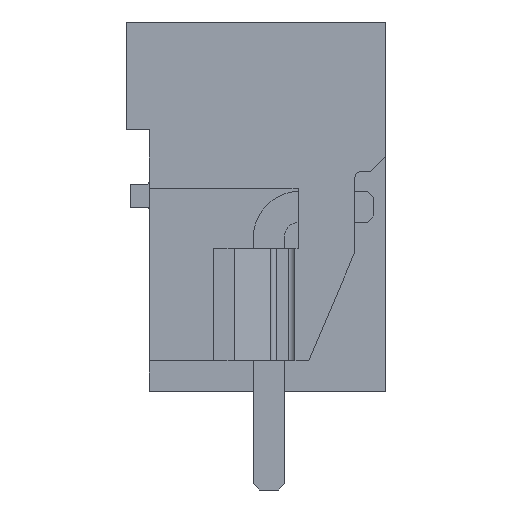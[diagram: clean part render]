
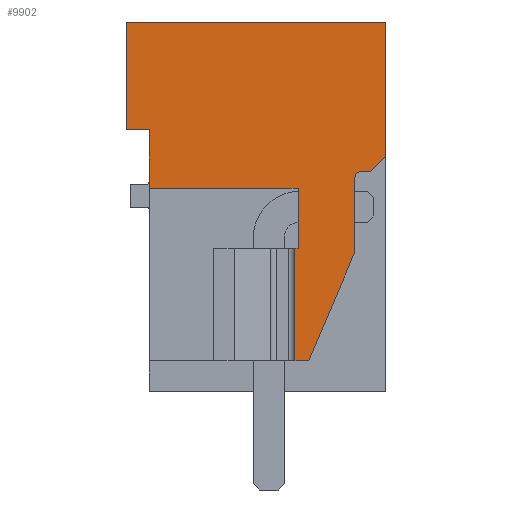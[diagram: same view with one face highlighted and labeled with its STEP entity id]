
A CAD part, left-side view. The second image highlights one B-rep face of the part: STEP entity #9902.
In plain terms, the highlighted planar face has unit normal (-1, 0, 0).
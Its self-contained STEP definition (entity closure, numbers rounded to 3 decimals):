
#9815=AXIS2_PLACEMENT_3D('Plane Axis2P3D',#9812,#9813,#9814) ;
#9868=AXIS2_PLACEMENT_3D('Circle Axis2P3D',#9866,#9867,$) ;
#63=CARTESIAN_POINT('Vertex',(0.,0.,15.2)) ;
#66=CARTESIAN_POINT('Line Origine',(0.,0.,13.023)) ;
#70=CARTESIAN_POINT('Vertex',(0.,0.,10.846)) ;
#147=CARTESIAN_POINT('Vertex',(0.,8.43,15.2)) ;
#150=CARTESIAN_POINT('Line Origine',(0.,4.215,15.2)) ;
#1727=CARTESIAN_POINT('Vertex',(0.,8.43,11.7)) ;
#1730=CARTESIAN_POINT('Line Origine',(0.,8.43,13.45)) ;
#2408=CARTESIAN_POINT('Vertex',(0.,7.68,9.8)) ;
#2411=CARTESIAN_POINT('Line Origine',(0.,7.68,10.75)) ;
#2415=CARTESIAN_POINT('Vertex',(0.,7.68,11.7)) ;
#9760=CARTESIAN_POINT('Line Origine',(0.,8.055,11.7)) ;
#9812=CARTESIAN_POINT('Axis2P3D Location',(0.,0.,0.)) ;
#9817=CARTESIAN_POINT('Line Origine',(0.,5.265,9.8)) ;
#9821=CARTESIAN_POINT('Vertex',(0.,2.85,9.8)) ;
#9824=CARTESIAN_POINT('Line Origine',(0.,2.85,8.825)) ;
#9828=CARTESIAN_POINT('Vertex',(0.,2.85,7.85)) ;
#9831=CARTESIAN_POINT('Line Origine',(0.,2.9,7.85)) ;
#9835=CARTESIAN_POINT('Vertex',(0.,2.95,7.85)) ;
#9838=CARTESIAN_POINT('Line Origine',(0.,2.95,6.025)) ;
#9842=CARTESIAN_POINT('Vertex',(0.,2.95,4.2)) ;
#9845=CARTESIAN_POINT('Line Origine',(0.,2.725,4.2)) ;
#9849=CARTESIAN_POINT('Vertex',(0.,2.5,4.2)) ;
#9852=CARTESIAN_POINT('Line Origine',(0.,1.75,5.968)) ;
#9856=CARTESIAN_POINT('Vertex',(0.,1.,7.736)) ;
#9859=CARTESIAN_POINT('Line Origine',(0.,1.,8.941)) ;
#9863=CARTESIAN_POINT('Vertex',(0.,1.,10.146)) ;
#9866=CARTESIAN_POINT('Axis2P3D Location',(0.,0.8,10.146)) ;
#9870=CARTESIAN_POINT('Vertex',(0.,0.8,10.346)) ;
#9873=CARTESIAN_POINT('Line Origine',(0.,0.65,10.346)) ;
#9877=CARTESIAN_POINT('Vertex',(0.,0.5,10.346)) ;
#9880=CARTESIAN_POINT('Line Origine',(0.,0.25,10.596)) ;
#67=DIRECTION('Vector Direction',(0.,0.,-1.)) ;
#151=DIRECTION('Vector Direction',(0.,-1.,0.)) ;
#1731=DIRECTION('Vector Direction',(0.,0.,-1.)) ;
#2412=DIRECTION('Vector Direction',(0.,0.,-1.)) ;
#9761=DIRECTION('Vector Direction',(0.,-1.,0.)) ;
#9813=DIRECTION('Axis2P3D Direction',(-1.,0.,0.)) ;
#9814=DIRECTION('Axis2P3D XDirection',(0.,0.,1.)) ;
#9818=DIRECTION('Vector Direction',(0.,1.,0.)) ;
#9825=DIRECTION('Vector Direction',(0.,0.,-1.)) ;
#9832=DIRECTION('Vector Direction',(0.,-1.,0.)) ;
#9839=DIRECTION('Vector Direction',(0.,0.,1.)) ;
#9846=DIRECTION('Vector Direction',(0.,-1.,0.)) ;
#9853=DIRECTION('Vector Direction',(0.,-0.391,0.921)) ;
#9860=DIRECTION('Vector Direction',(0.,0.,1.)) ;
#9867=DIRECTION('Axis2P3D Direction',(-1.,0.,0.)) ;
#9874=DIRECTION('Vector Direction',(0.,-1.,0.)) ;
#9881=DIRECTION('Vector Direction',(0.,-0.707,0.707)) ;
#68=VECTOR('Line Direction',#67,1.) ;
#152=VECTOR('Line Direction',#151,1.) ;
#1732=VECTOR('Line Direction',#1731,1.) ;
#2413=VECTOR('Line Direction',#2412,1.) ;
#9762=VECTOR('Line Direction',#9761,1.) ;
#9819=VECTOR('Line Direction',#9818,1.) ;
#9826=VECTOR('Line Direction',#9825,1.) ;
#9833=VECTOR('Line Direction',#9832,1.) ;
#9840=VECTOR('Line Direction',#9839,1.) ;
#9847=VECTOR('Line Direction',#9846,1.) ;
#9854=VECTOR('Line Direction',#9853,1.) ;
#9861=VECTOR('Line Direction',#9860,1.) ;
#9875=VECTOR('Line Direction',#9874,1.) ;
#9882=VECTOR('Line Direction',#9881,1.) ;
#9886=ORIENTED_EDGE('',*,*,#72,.T.) ;
#9887=ORIENTED_EDGE('',*,*,#154,.T.) ;
#9888=ORIENTED_EDGE('',*,*,#1734,.T.) ;
#9889=ORIENTED_EDGE('',*,*,#9764,.T.) ;
#9890=ORIENTED_EDGE('',*,*,#2417,.T.) ;
#9891=ORIENTED_EDGE('',*,*,#9823,.F.) ;
#9892=ORIENTED_EDGE('',*,*,#9830,.F.) ;
#9893=ORIENTED_EDGE('',*,*,#9837,.F.) ;
#9894=ORIENTED_EDGE('',*,*,#9844,.F.) ;
#9895=ORIENTED_EDGE('',*,*,#9851,.F.) ;
#9896=ORIENTED_EDGE('',*,*,#9858,.F.) ;
#9897=ORIENTED_EDGE('',*,*,#9865,.F.) ;
#9898=ORIENTED_EDGE('',*,*,#9872,.F.) ;
#9899=ORIENTED_EDGE('',*,*,#9879,.F.) ;
#9900=ORIENTED_EDGE('',*,*,#9884,.F.) ;
#9902=ADVANCED_FACE('HOUSING',(#9901),#9816,.T.) ;
#9869=CIRCLE('generated circle',#9868,0.2) ;
#72=EDGE_CURVE('',#71,#64,#69,.F.) ;
#154=EDGE_CURVE('',#64,#148,#153,.F.) ;
#1734=EDGE_CURVE('',#148,#1728,#1733,.T.) ;
#2417=EDGE_CURVE('',#2416,#2409,#2414,.T.) ;
#9764=EDGE_CURVE('',#1728,#2416,#9763,.T.) ;
#9823=EDGE_CURVE('',#9822,#2409,#9820,.T.) ;
#9830=EDGE_CURVE('',#9829,#9822,#9827,.F.) ;
#9837=EDGE_CURVE('',#9836,#9829,#9834,.T.) ;
#9844=EDGE_CURVE('',#9843,#9836,#9841,.T.) ;
#9851=EDGE_CURVE('',#9850,#9843,#9848,.F.) ;
#9858=EDGE_CURVE('',#9857,#9850,#9855,.F.) ;
#9865=EDGE_CURVE('',#9864,#9857,#9862,.F.) ;
#9872=EDGE_CURVE('',#9871,#9864,#9869,.T.) ;
#9879=EDGE_CURVE('',#9878,#9871,#9876,.F.) ;
#9884=EDGE_CURVE('',#71,#9878,#9883,.F.) ;
#9885=EDGE_LOOP('',(#9886,#9887,#9888,#9889,#9890,#9891,#9892,#9893,#9894,#9895,#9896,#9897,#9898,#9899,#9900)) ;
#9901=FACE_OUTER_BOUND('',#9885,.T.) ;
#69=LINE('Line',#66,#68) ;
#153=LINE('Line',#150,#152) ;
#1733=LINE('Line',#1730,#1732) ;
#2414=LINE('Line',#2411,#2413) ;
#9763=LINE('Line',#9760,#9762) ;
#9820=LINE('Line',#9817,#9819) ;
#9827=LINE('Line',#9824,#9826) ;
#9834=LINE('Line',#9831,#9833) ;
#9841=LINE('Line',#9838,#9840) ;
#9848=LINE('Line',#9845,#9847) ;
#9855=LINE('Line',#9852,#9854) ;
#9862=LINE('Line',#9859,#9861) ;
#9876=LINE('Line',#9873,#9875) ;
#9883=LINE('Line',#9880,#9882) ;
#9816=PLANE('',#9815) ;
#64=VERTEX_POINT('',#63) ;
#71=VERTEX_POINT('',#70) ;
#148=VERTEX_POINT('',#147) ;
#1728=VERTEX_POINT('',#1727) ;
#2409=VERTEX_POINT('',#2408) ;
#2416=VERTEX_POINT('',#2415) ;
#9822=VERTEX_POINT('',#9821) ;
#9829=VERTEX_POINT('',#9828) ;
#9836=VERTEX_POINT('',#9835) ;
#9843=VERTEX_POINT('',#9842) ;
#9850=VERTEX_POINT('',#9849) ;
#9857=VERTEX_POINT('',#9856) ;
#9864=VERTEX_POINT('',#9863) ;
#9871=VERTEX_POINT('',#9870) ;
#9878=VERTEX_POINT('',#9877) ;
